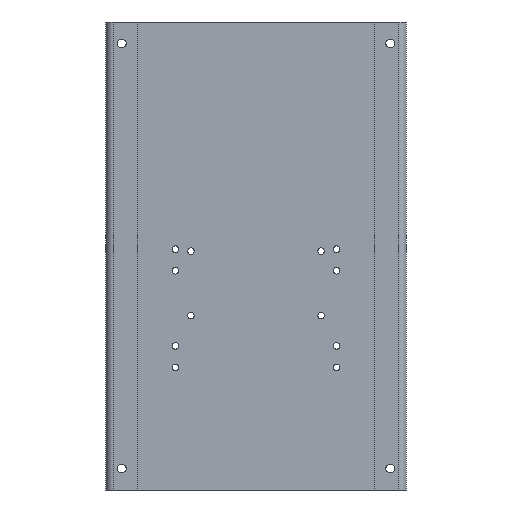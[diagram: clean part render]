
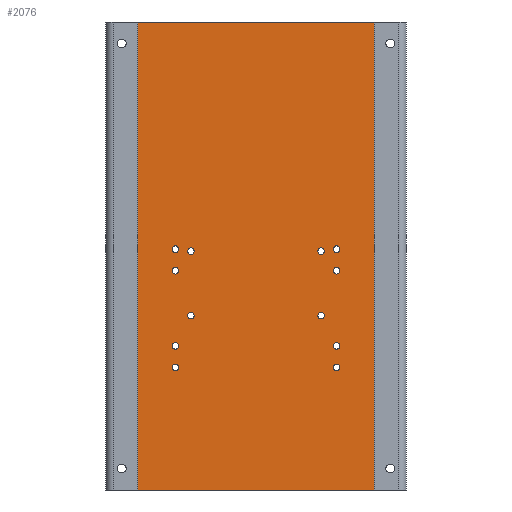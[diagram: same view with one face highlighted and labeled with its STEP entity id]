
A CAD part, front view. The second image highlights one B-rep face of the part: STEP entity #2076.
In plain terms, the highlighted planar face has unit normal (0, -1, 0).
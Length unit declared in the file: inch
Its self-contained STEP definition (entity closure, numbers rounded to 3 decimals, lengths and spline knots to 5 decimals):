
#84=PLANE('',#2346);
#195=LINE('',#3517,#319);
#219=LINE('',#3580,#343);
#220=LINE('',#3583,#344);
#221=LINE('',#3584,#345);
#319=VECTOR('',#2925,13.2814);
#343=VECTOR('',#2993,21.79);
#344=VECTOR('',#2996,13.2814);
#345=VECTOR('',#2997,21.79);
#411=FACE_BOUND('',#725,.T.);
#412=FACE_BOUND('',#726,.T.);
#413=FACE_BOUND('',#727,.T.);
#414=FACE_BOUND('',#728,.T.);
#415=FACE_BOUND('',#729,.T.);
#416=FACE_BOUND('',#730,.T.);
#417=FACE_BOUND('',#731,.T.);
#418=FACE_BOUND('',#732,.T.);
#419=FACE_BOUND('',#733,.T.);
#420=FACE_BOUND('',#734,.T.);
#421=FACE_BOUND('',#735,.T.);
#422=FACE_BOUND('',#736,.T.);
#423=FACE_BOUND('',#737,.T.);
#424=FACE_BOUND('',#738,.T.);
#425=FACE_BOUND('',#739,.T.);
#426=FACE_BOUND('',#740,.T.);
#544=FACE_OUTER_BOUND('',#724,.T.);
#724=EDGE_LOOP('',(#1839,#1840,#1841,#1842));
#725=EDGE_LOOP('',(#1843));
#726=EDGE_LOOP('',(#1844));
#727=EDGE_LOOP('',(#1845));
#728=EDGE_LOOP('',(#1846));
#729=EDGE_LOOP('',(#1847));
#730=EDGE_LOOP('',(#1848));
#731=EDGE_LOOP('',(#1849));
#732=EDGE_LOOP('',(#1850));
#733=EDGE_LOOP('',(#1851));
#734=EDGE_LOOP('',(#1852));
#735=EDGE_LOOP('',(#1853));
#736=EDGE_LOOP('',(#1854));
#737=EDGE_LOOP('',(#1855));
#738=EDGE_LOOP('',(#1856));
#739=EDGE_LOOP('',(#1857));
#740=EDGE_LOOP('',(#1858));
#751=CIRCLE('',#2089,0.205);
#754=CIRCLE('',#2093,0.205);
#758=CIRCLE('',#2099,0.205);
#763=CIRCLE('',#2107,0.205);
#858=CIRCLE('',#2270,0.1535);
#860=CIRCLE('',#2274,0.1535);
#862=CIRCLE('',#2278,0.1535);
#864=CIRCLE('',#2282,0.1535);
#866=CIRCLE('',#2286,0.1535);
#868=CIRCLE('',#2290,0.1535);
#870=CIRCLE('',#2294,0.1535);
#872=CIRCLE('',#2298,0.1535);
#874=CIRCLE('',#2302,0.1535);
#876=CIRCLE('',#2306,0.1535);
#878=CIRCLE('',#2310,0.1535);
#880=CIRCLE('',#2314,0.1535);
#899=VERTEX_POINT('',#3028);
#902=VERTEX_POINT('',#3035);
#906=VERTEX_POINT('',#3045);
#911=VERTEX_POINT('',#3058);
#1022=VERTEX_POINT('',#3410);
#1024=VERTEX_POINT('',#3416);
#1026=VERTEX_POINT('',#3422);
#1028=VERTEX_POINT('',#3428);
#1030=VERTEX_POINT('',#3434);
#1032=VERTEX_POINT('',#3440);
#1034=VERTEX_POINT('',#3446);
#1036=VERTEX_POINT('',#3452);
#1038=VERTEX_POINT('',#3458);
#1040=VERTEX_POINT('',#3464);
#1042=VERTEX_POINT('',#3470);
#1044=VERTEX_POINT('',#3476);
#1061=VERTEX_POINT('',#3514);
#1062=VERTEX_POINT('',#3516);
#1079=VERTEX_POINT('',#3578);
#1080=VERTEX_POINT('',#3582);
#1087=EDGE_CURVE('',#899,#899,#751,.T.);
#1090=EDGE_CURVE('',#902,#902,#754,.T.);
#1094=EDGE_CURVE('',#906,#906,#758,.T.);
#1099=EDGE_CURVE('',#911,#911,#763,.T.);
#1272=EDGE_CURVE('',#1022,#1022,#858,.T.);
#1274=EDGE_CURVE('',#1024,#1024,#860,.T.);
#1276=EDGE_CURVE('',#1026,#1026,#862,.T.);
#1278=EDGE_CURVE('',#1028,#1028,#864,.T.);
#1280=EDGE_CURVE('',#1030,#1030,#866,.T.);
#1282=EDGE_CURVE('',#1032,#1032,#868,.T.);
#1284=EDGE_CURVE('',#1034,#1034,#870,.T.);
#1286=EDGE_CURVE('',#1036,#1036,#872,.T.);
#1288=EDGE_CURVE('',#1038,#1038,#874,.T.);
#1290=EDGE_CURVE('',#1040,#1040,#876,.T.);
#1292=EDGE_CURVE('',#1042,#1042,#878,.T.);
#1294=EDGE_CURVE('',#1044,#1044,#880,.T.);
#1313=EDGE_CURVE('',#1062,#1061,#195,.T.);
#1345=EDGE_CURVE('',#1079,#1061,#219,.T.);
#1346=EDGE_CURVE('',#1079,#1080,#220,.T.);
#1347=EDGE_CURVE('',#1080,#1062,#221,.T.);
#1839=ORIENTED_EDGE('',*,*,#1346,.T.);
#1840=ORIENTED_EDGE('',*,*,#1347,.T.);
#1841=ORIENTED_EDGE('',*,*,#1313,.T.);
#1842=ORIENTED_EDGE('',*,*,#1345,.F.);
#1843=ORIENTED_EDGE('',*,*,#1087,.T.);
#1844=ORIENTED_EDGE('',*,*,#1090,.T.);
#1845=ORIENTED_EDGE('',*,*,#1094,.T.);
#1846=ORIENTED_EDGE('',*,*,#1099,.T.);
#1847=ORIENTED_EDGE('',*,*,#1282,.T.);
#1848=ORIENTED_EDGE('',*,*,#1278,.T.);
#1849=ORIENTED_EDGE('',*,*,#1274,.T.);
#1850=ORIENTED_EDGE('',*,*,#1290,.T.);
#1851=ORIENTED_EDGE('',*,*,#1286,.T.);
#1852=ORIENTED_EDGE('',*,*,#1284,.T.);
#1853=ORIENTED_EDGE('',*,*,#1272,.T.);
#1854=ORIENTED_EDGE('',*,*,#1276,.T.);
#1855=ORIENTED_EDGE('',*,*,#1280,.T.);
#1856=ORIENTED_EDGE('',*,*,#1294,.T.);
#1857=ORIENTED_EDGE('',*,*,#1288,.T.);
#1858=ORIENTED_EDGE('',*,*,#1292,.T.);
#2076=ADVANCED_FACE('',(#544,#411,#412,#413,#414,#415,#416,#417,#418,#419,
#420,#421,#422,#423,#424,#425,#426),#84,.T.);
#2089=AXIS2_PLACEMENT_3D('',#3029,#2365,#2366);
#2093=AXIS2_PLACEMENT_3D('',#3036,#2373,#2374);
#2099=AXIS2_PLACEMENT_3D('',#3046,#2385,#2386);
#2107=AXIS2_PLACEMENT_3D('',#3059,#2401,#2402);
#2270=AXIS2_PLACEMENT_3D('',#3411,#2805,#2806);
#2274=AXIS2_PLACEMENT_3D('',#3417,#2813,#2814);
#2278=AXIS2_PLACEMENT_3D('',#3423,#2821,#2822);
#2282=AXIS2_PLACEMENT_3D('',#3429,#2829,#2830);
#2286=AXIS2_PLACEMENT_3D('',#3435,#2837,#2838);
#2290=AXIS2_PLACEMENT_3D('',#3441,#2845,#2846);
#2294=AXIS2_PLACEMENT_3D('',#3447,#2853,#2854);
#2298=AXIS2_PLACEMENT_3D('',#3453,#2861,#2862);
#2302=AXIS2_PLACEMENT_3D('',#3459,#2869,#2870);
#2306=AXIS2_PLACEMENT_3D('',#3465,#2877,#2878);
#2310=AXIS2_PLACEMENT_3D('',#3471,#2885,#2886);
#2314=AXIS2_PLACEMENT_3D('',#3477,#2893,#2894);
#2346=AXIS2_PLACEMENT_3D('',#3581,#2994,#2995);
#2365=DIRECTION('center_axis',(0.,1.,0.));
#2366=DIRECTION('ref_axis',(-1.,0.,0.));
#2373=DIRECTION('center_axis',(0.,1.,0.));
#2374=DIRECTION('ref_axis',(-1.,0.,0.));
#2385=DIRECTION('center_axis',(0.,1.,0.));
#2386=DIRECTION('ref_axis',(-1.,0.,0.));
#2401=DIRECTION('center_axis',(0.,1.,0.));
#2402=DIRECTION('ref_axis',(-1.,0.,0.));
#2805=DIRECTION('center_axis',(0.,1.,0.));
#2806=DIRECTION('ref_axis',(1.,0.,0.));
#2813=DIRECTION('center_axis',(0.,1.,0.));
#2814=DIRECTION('ref_axis',(1.,0.,0.));
#2821=DIRECTION('center_axis',(0.,1.,0.));
#2822=DIRECTION('ref_axis',(1.,0.,0.));
#2829=DIRECTION('center_axis',(0.,1.,0.));
#2830=DIRECTION('ref_axis',(1.,0.,0.));
#2837=DIRECTION('center_axis',(0.,1.,0.));
#2838=DIRECTION('ref_axis',(1.,0.,0.));
#2845=DIRECTION('center_axis',(0.,1.,0.));
#2846=DIRECTION('ref_axis',(1.,0.,0.));
#2853=DIRECTION('center_axis',(0.,1.,0.));
#2854=DIRECTION('ref_axis',(1.,0.,0.));
#2861=DIRECTION('center_axis',(0.,1.,0.));
#2862=DIRECTION('ref_axis',(1.,0.,0.));
#2869=DIRECTION('center_axis',(0.,1.,0.));
#2870=DIRECTION('ref_axis',(1.,0.,0.));
#2877=DIRECTION('center_axis',(0.,1.,0.));
#2878=DIRECTION('ref_axis',(1.,0.,0.));
#2885=DIRECTION('center_axis',(0.,1.,0.));
#2886=DIRECTION('ref_axis',(1.,0.,0.));
#2893=DIRECTION('center_axis',(0.,1.,0.));
#2894=DIRECTION('ref_axis',(1.,0.,0.));
#2925=DIRECTION('',(1.,0.,0.));
#2993=DIRECTION('',(0.,0.,-1.));
#2994=DIRECTION('center_axis',(0.,-1.,0.));
#2995=DIRECTION('ref_axis',(0.,0.,-1.));
#2996=DIRECTION('',(-1.,0.,0.));
#2997=DIRECTION('',(0.,0.,-1.));
#3028=CARTESIAN_POINT('',(-6.045,-0.1793,9.895));
#3029=CARTESIAN_POINT('Origin',(-6.25,-0.1793,9.895));
#3035=CARTESIAN_POINT('',(6.455,-0.1793,9.895));
#3036=CARTESIAN_POINT('Origin',(6.25,-0.1793,9.895));
#3045=CARTESIAN_POINT('',(6.455,-0.1793,-9.895));
#3046=CARTESIAN_POINT('Origin',(6.25,-0.1793,-9.895));
#3058=CARTESIAN_POINT('',(-6.045,-0.1793,-9.895));
#3059=CARTESIAN_POINT('Origin',(-6.25,-0.1793,-9.895));
#3410=CARTESIAN_POINT('',(3.5965,-0.1793,-5.185));
#3411=CARTESIAN_POINT('Origin',(3.75,-0.1793,-5.185));
#3416=CARTESIAN_POINT('',(2.8775,-0.1793,0.225));
#3417=CARTESIAN_POINT('Origin',(3.031,-0.1793,0.225));
#3422=CARTESIAN_POINT('',(3.5965,-0.1793,-4.185));
#3423=CARTESIAN_POINT('Origin',(3.75,-0.1793,-4.185));
#3428=CARTESIAN_POINT('',(3.5965,-0.1793,-0.685));
#3429=CARTESIAN_POINT('Origin',(3.75,-0.1793,-0.685));
#3434=CARTESIAN_POINT('',(3.5965,-0.1793,0.315));
#3435=CARTESIAN_POINT('Origin',(3.75,-0.1793,0.315));
#3440=CARTESIAN_POINT('',(2.8775,-0.1793,-2.775));
#3441=CARTESIAN_POINT('Origin',(3.031,-0.1793,-2.775));
#3446=CARTESIAN_POINT('',(-3.9035,-0.1793,-0.685));
#3447=CARTESIAN_POINT('Origin',(-3.75,-0.1793,-0.685));
#3452=CARTESIAN_POINT('',(-3.1845,-0.1793,0.225));
#3453=CARTESIAN_POINT('Origin',(-3.031,-0.1793,0.225));
#3458=CARTESIAN_POINT('',(-3.9035,-0.1793,-4.185));
#3459=CARTESIAN_POINT('Origin',(-3.75,-0.1793,-4.185));
#3464=CARTESIAN_POINT('',(-3.1845,-0.1793,-2.775));
#3465=CARTESIAN_POINT('Origin',(-3.031,-0.1793,-2.775));
#3470=CARTESIAN_POINT('',(-3.9035,-0.1793,0.315));
#3471=CARTESIAN_POINT('Origin',(-3.75,-0.1793,0.315));
#3476=CARTESIAN_POINT('',(-3.9035,-0.1793,-5.185));
#3477=CARTESIAN_POINT('Origin',(-3.75,-0.1793,-5.185));
#3514=CARTESIAN_POINT('',(6.6407,-0.1793,-10.895));
#3516=CARTESIAN_POINT('',(-6.6407,-0.1793,-10.895));
#3517=CARTESIAN_POINT('',(6.6407,-0.1793,-10.895));
#3578=CARTESIAN_POINT('',(6.6407,-0.1793,10.895));
#3580=CARTESIAN_POINT('',(6.6407,-0.1793,0.));
#3581=CARTESIAN_POINT('Origin',(6.6407,-0.1793,0.));
#3582=CARTESIAN_POINT('',(-6.6407,-0.1793,10.895));
#3583=CARTESIAN_POINT('',(6.6407,-0.1793,10.895));
#3584=CARTESIAN_POINT('',(-6.6407,-0.1793,0.));
